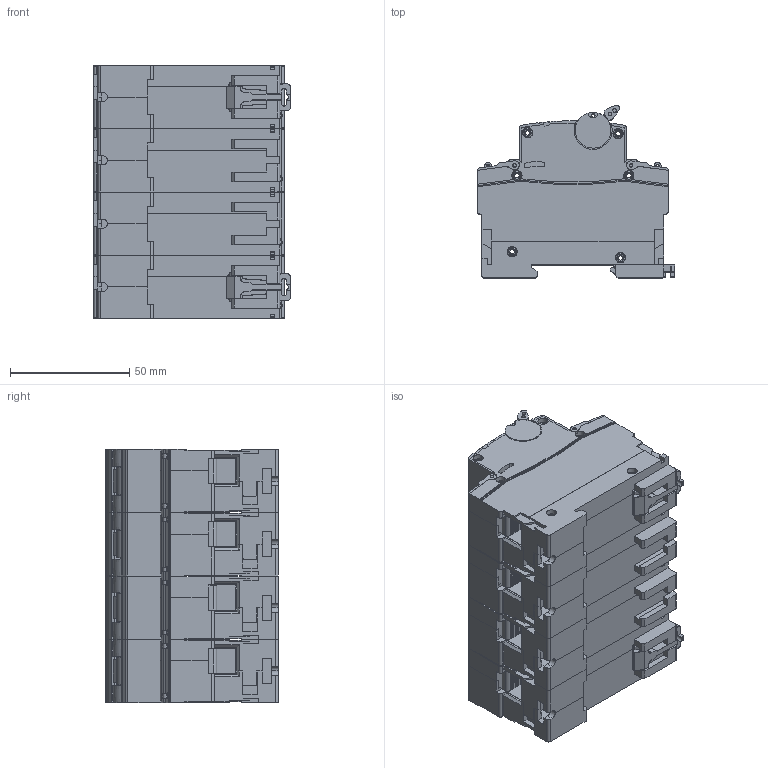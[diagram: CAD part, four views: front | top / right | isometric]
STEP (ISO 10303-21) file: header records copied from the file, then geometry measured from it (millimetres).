
FILE_DESCRIPTION (( 'STEP AP203' ), '1' );
FILE_NAME ('Àâòîìàòè÷åñêèé âûêëþ÷àòåëü ÂÀ 47-100 4P 20A (C) 10kA EKF Proxima (mcb47100-4-20C-pro).STEP', '2024-08-02T09:01:16', ( '' ), ( '' ), 'SwSTEP 2.0', 'SolidWorks 2021', '' );
FILE_SCHEMA (( 'CONFIG_CONTROL_DESIGN' ));
Products named in the file (1): Àâòîìàòè÷åñêèé âûêëþ÷àòåëü ÂÀ 47-100 4P 20A (C) 10kA EKF Proxima (mcb47100-4-20C-pro)
Bounding box: 82.86 x 72.36 x 106.4 mm (x, y, z)
Volume: 435552.7 mm3; surface area: 122285.8 mm2
Topology: 65 solids, 65 shells, 5950 faces, 15514 edges, 9896 vertices
Faces by surface type: plane 3806, cylinder 1418, torus 338, bspline 300, sphere 80, cone 8
Entity records: 191139 total; most frequent: CARTESIAN_POINT 44669, ORIENTED_EDGE 30928, DIRECTION 29580, EDGE_CURVE 15464, LINE 11094, VECTOR 11094, VERTEX_POINT 9888, AXIS2_PLACEMENT_3D 9243
